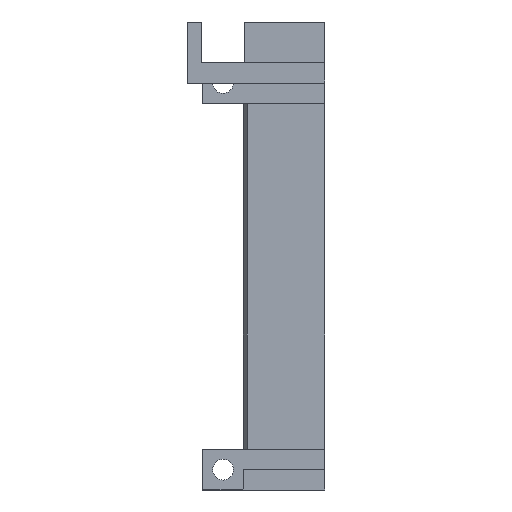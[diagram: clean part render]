
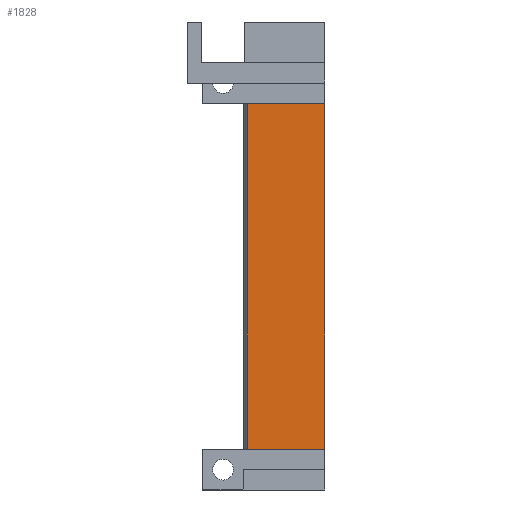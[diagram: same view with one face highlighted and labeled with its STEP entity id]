
A CAD part, left-side view. The second image highlights one B-rep face of the part: STEP entity #1828.
In plain terms, the highlighted planar face has unit normal (-1, 0, 0).
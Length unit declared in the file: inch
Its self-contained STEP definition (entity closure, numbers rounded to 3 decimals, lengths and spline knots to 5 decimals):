
#69 = DIRECTION ( 'NONE',  ( 0., -1., 0. ) ) ;
#203 = AXIS2_PLACEMENT_3D ( 'NONE', #1790, #1798, #323 ) ;
#315 = VECTOR ( 'NONE', #892, 39.37008 ) ;
#323 = DIRECTION ( 'NONE',  ( 0., 0., -1. ) ) ;
#354 = EDGE_LOOP ( 'NONE', ( #376, #616, #522, #755 ) ) ;
#376 = ORIENTED_EDGE ( 'NONE', *, *, #1119, .F. ) ;
#381 = LINE ( 'NONE', #873, #1366 ) ;
#468 = CARTESIAN_POINT ( 'NONE',  ( 4.45, 0.95, -4.5 ) ) ;
#522 = ORIENTED_EDGE ( 'NONE', *, *, #1571, .T. ) ;
#552 = LINE ( 'NONE', #1375, #315 ) ;
#557 = VERTEX_POINT ( 'NONE', #468 ) ;
#616 = ORIENTED_EDGE ( 'NONE', *, *, #1511, .F. ) ;
#622 = CARTESIAN_POINT ( 'NONE',  ( 4.45, 0., -4.5 ) ) ;
#682 = CARTESIAN_POINT ( 'NONE',  ( 4.45, 0.95, -0.25 ) ) ;
#710 = VERTEX_POINT ( 'NONE', #682 ) ;
#755 = ORIENTED_EDGE ( 'NONE', *, *, #1884, .T. ) ;
#781 = CARTESIAN_POINT ( 'NONE',  ( 4.45, 0., -0.25 ) ) ;
#873 = CARTESIAN_POINT ( 'NONE',  ( 4.45, 1., -4.5 ) ) ;
#892 = DIRECTION ( 'NONE',  ( 0., 0., 1. ) ) ;
#1023 = LINE ( 'NONE', #1188, #1185 ) ;
#1029 = VECTOR ( 'NONE', #1361, 39.37008 ) ;
#1119 = EDGE_CURVE ( 'NONE', #710, #1633, #1023, .T. ) ;
#1185 = VECTOR ( 'NONE', #2083, 39.37008 ) ;
#1188 = CARTESIAN_POINT ( 'NONE',  ( 4.45, 1., -0.25 ) ) ;
#1361 = DIRECTION ( 'NONE',  ( 0., 0., 1. ) ) ;
#1366 = VECTOR ( 'NONE', #69, 39.37008 ) ;
#1375 = CARTESIAN_POINT ( 'NONE',  ( 4.45, 0.95, -4.75495 ) ) ;
#1454 = FACE_OUTER_BOUND ( 'NONE', #354, .T. ) ;
#1471 = PLANE ( 'NONE',  #203 ) ;
#1511 = EDGE_CURVE ( 'NONE', #557, #710, #552, .T. ) ;
#1571 = EDGE_CURVE ( 'NONE', #557, #1582, #381, .T. ) ;
#1582 = VERTEX_POINT ( 'NONE', #622 ) ;
#1633 = VERTEX_POINT ( 'NONE', #781 ) ;
#1699 = LINE ( 'NONE', #2031, #1029 ) ;
#1790 = CARTESIAN_POINT ( 'NONE',  ( 4.45, 1., -4.5 ) ) ;
#1798 = DIRECTION ( 'NONE',  ( 1., 0., 0. ) ) ;
#1828 = ADVANCED_FACE ( 'NONE', ( #1454 ), #1471, .F. ) ;
#1884 = EDGE_CURVE ( 'NONE', #1582, #1633, #1699, .T. ) ;
#2031 = CARTESIAN_POINT ( 'NONE',  ( 4.45, 0., -4.5 ) ) ;
#2083 = DIRECTION ( 'NONE',  ( 0., -1., 0. ) ) ;
